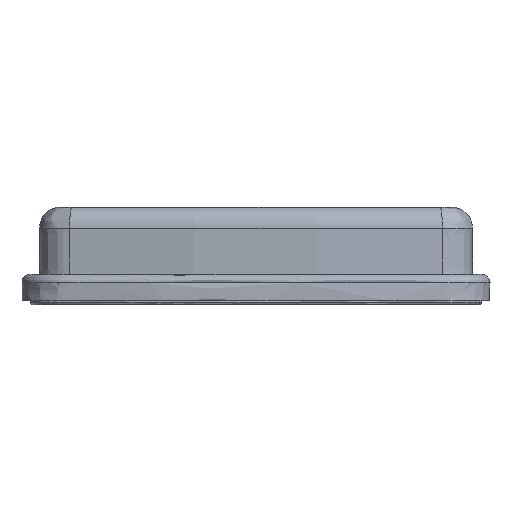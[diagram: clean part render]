
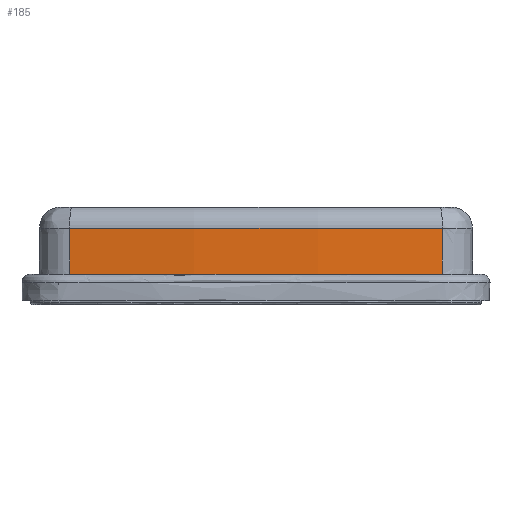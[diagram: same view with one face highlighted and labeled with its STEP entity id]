
A CAD part, left-side view. The second image highlights one B-rep face of the part: STEP entity #185.
In plain terms, the highlighted cylindrical face has radius 177.959 mm (diameter 355.918 mm), a partial arc.
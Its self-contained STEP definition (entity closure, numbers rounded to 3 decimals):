
#73=CYLINDRICAL_SURFACE('',#1661,177.959);
#95=FACE_OUTER_BOUND('',#392,.T.);
#185=ADVANCED_FACE('',(#95),#73,.T.);
#392=EDGE_LOOP('',(#572,#573,#574,#575));
#572=ORIENTED_EDGE('',*,*,#1002,.F.);
#573=ORIENTED_EDGE('',*,*,#1022,.T.);
#574=ORIENTED_EDGE('',*,*,#1019,.T.);
#575=ORIENTED_EDGE('',*,*,#1023,.F.);
#881=VERTEX_POINT('',#3655);
#882=VERTEX_POINT('',#3657);
#893=VERTEX_POINT('',#3803);
#894=VERTEX_POINT('',#3804);
#1002=EDGE_CURVE('',#881,#882,#1369,.T.);
#1019=EDGE_CURVE('',#893,#894,#1379,.T.);
#1022=EDGE_CURVE('',#881,#893,#1220,.T.);
#1023=EDGE_CURVE('',#882,#894,#1221,.T.);
#1220=CIRCLE('',#1659,177.959);
#1221=CIRCLE('',#1660,177.959);
#1369=LINE('',#3656,#1465);
#1379=LINE('',#3802,#1478);
#1465=VECTOR('',#1810,1.);
#1478=VECTOR('',#1833,1.);
#1659=AXIS2_PLACEMENT_3D('',#3847,#1835,#1836);
#1660=AXIS2_PLACEMENT_3D('',#3848,#1837,#1838);
#1661=AXIS2_PLACEMENT_3D('',#3849,#1839,#1840);
#1810=DIRECTION('',(0.,0.,-1.));
#1833=DIRECTION('',(0.,0.,-1.));
#1835=DIRECTION('',(0.,0.,-1.));
#1836=DIRECTION('',(1.,0.,0.));
#1837=DIRECTION('',(0.,0.,-1.));
#1838=DIRECTION('',(1.,0.,0.));
#1839=DIRECTION('',(0.,0.,-1.));
#1840=DIRECTION('',(-1.,0.,0.));
#3655=CARTESIAN_POINT('',(-109.105,-21.91,8.5));
#3656=CARTESIAN_POINT('',(-109.105,-21.91,11.));
#3657=CARTESIAN_POINT('',(-109.105,-21.91,3.1));
#3802=CARTESIAN_POINT('',(-109.105,21.91,11.));
#3803=CARTESIAN_POINT('',(-109.105,21.91,8.5));
#3804=CARTESIAN_POINT('',(-109.105,21.91,3.1));
#3847=CARTESIAN_POINT('',(67.5,0.,8.5));
#3848=CARTESIAN_POINT('',(67.5,0.,3.1));
#3849=CARTESIAN_POINT('',(67.5,0.,11.));
